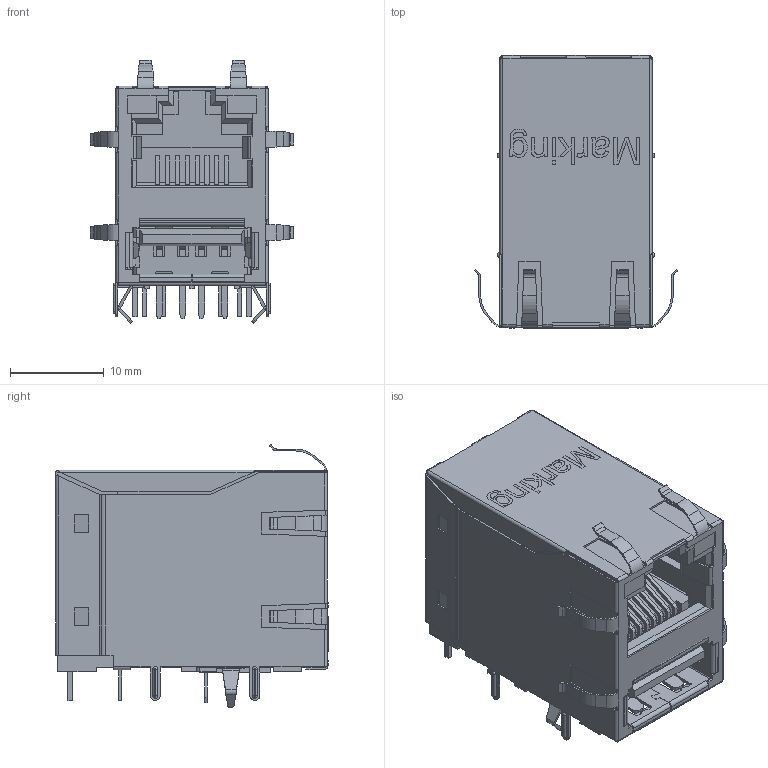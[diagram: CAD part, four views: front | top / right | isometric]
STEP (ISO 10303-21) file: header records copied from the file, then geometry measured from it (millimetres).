
FILE_DESCRIPTION( ( 'Unknown' ), '1' );
FILE_NAME( '7497011611A.stp', 'Unknown', ( 'Unknown' ), ( 'Unknown' ), 'PSStep 19.0.9', 'Unknown', ' ' );
FILE_SCHEMA( ( 'AUTOMOTIVE_DESIGN { 1 0 10303 214 1 1 1 1 }' ) );
Length unit declared in the file: millimetre
Products named in the file (10): 61400416021; Shielding; Insulator; Contact Plating; Assem1; Insulator III; LED_white_left; LED_yellow_right
Assembly tree (12 placements, depth 3):
  Assem1
    Shielding
    Insulator
    Insulator III
    LED_white_left
    LED_yellow_right
    61400416021
      Shielding
      Insulator
      Contact Plating  x4
Bounding box: 21.73 x 29.1 x 28.09 mm (x, y, z)
Volume: 5682.7 mm3; surface area: 13183.2 mm2
Topology: 11 solids, 11 shells, 1803 faces, 4827 edges, 3027 vertices
Faces by surface type: plane 1183, cylinder 434, bspline 158, extrusion 16, torus 8, sphere 4
Entity records: 68305 total; most frequent: CARTESIAN_POINT 13893, ORIENTED_EDGE 8972, DIRECTION 7659, EDGE_CURVE 4486, VECTOR 3413, LINE 3397, VERTEX_POINT 2811, AXIS2_PLACEMENT_3D 2123
